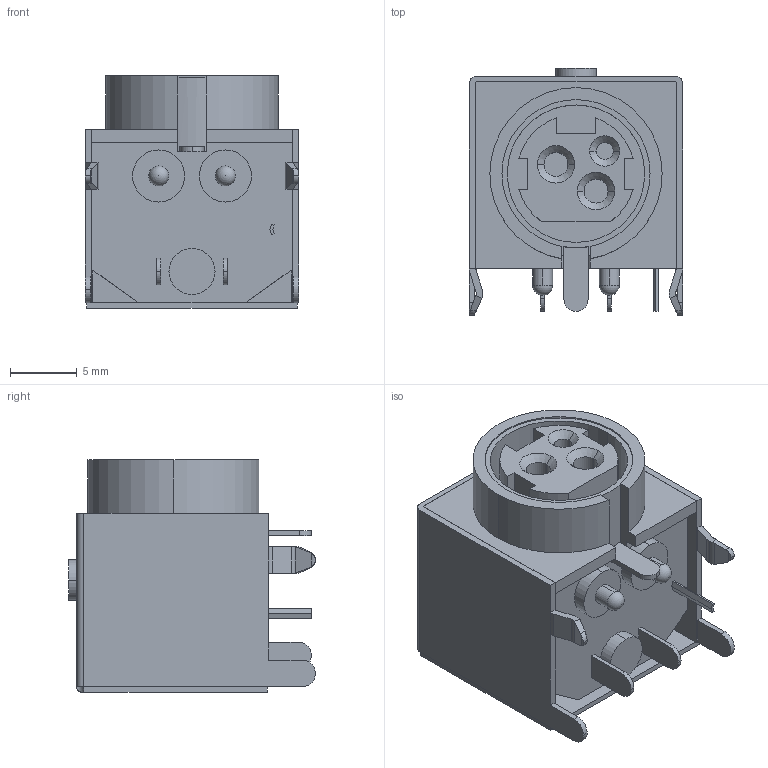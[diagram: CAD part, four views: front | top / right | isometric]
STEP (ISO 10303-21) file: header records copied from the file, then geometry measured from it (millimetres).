
FILE_DESCRIPTION (( 'STEP AP214' ), '1' );
FILE_NAME ('KPJXHT-3S-S_A.STEP', '2020-12-10T17:04:20', ( '' ), ( '' ), 'SwSTEP 2.0', 'SolidWorks 2020', '' );
FILE_SCHEMA (( 'AUTOMOTIVE_DESIGN' ));
Length unit declared in the file: millimetre
Products named in the file (1): KPJXHT-3S-S_A
Bounding box: 16 x 18.5 x 17.4 mm (x, y, z)
Volume: 3108.8 mm3; surface area: 2464 mm2
Topology: 1 solids, 1 shells, 171 faces, 443 edges, 286 vertices
Faces by surface type: plane 96, cylinder 67, cone 6, sphere 2
Entity records: 6046 total; most frequent: CARTESIAN_POINT 997, DIRECTION 877, ORIENTED_EDGE 874, EDGE_CURVE 437, AXIS2_PLACEMENT_3D 294, LINE 289, VECTOR 289, VERTEX_POINT 282
